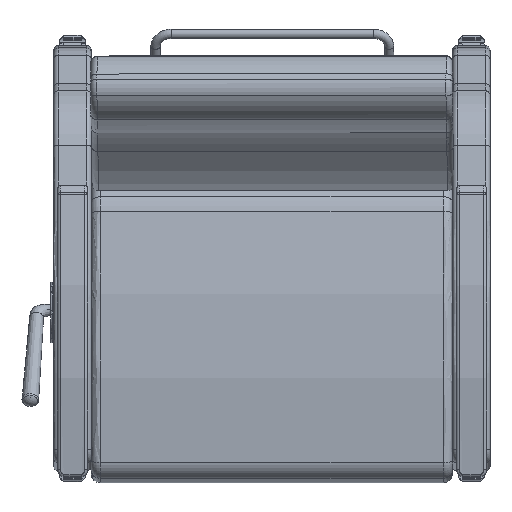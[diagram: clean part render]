
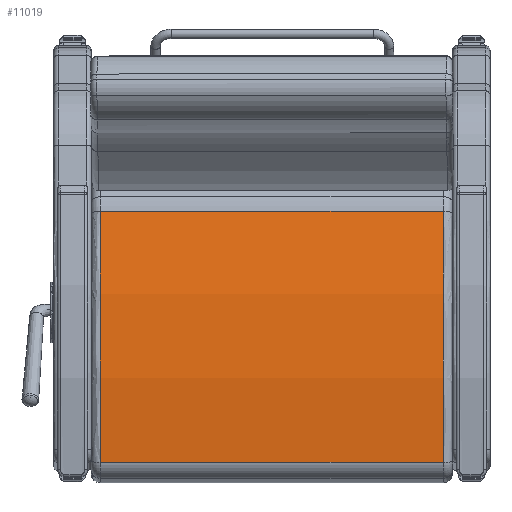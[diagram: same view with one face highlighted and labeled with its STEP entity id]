
A CAD part, front view. The second image highlights one B-rep face of the part: STEP entity #11019.
In plain terms, the highlighted free-form (B-spline) face has degree [1, 2] with [2, 3] control points.
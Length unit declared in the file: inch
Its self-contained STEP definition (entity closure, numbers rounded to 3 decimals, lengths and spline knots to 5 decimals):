
#282=(
BOUNDED_SURFACE()
B_SPLINE_SURFACE(1,2,((#17682,#17683,#17684),(#17685,#17686,#17687)),
 .UNSPECIFIED.,.F.,.F.,.F.)
B_SPLINE_SURFACE_WITH_KNOTS((2,2),(3,3),(-0.22896,0.22896),
(1.36178,1.69928),.UNSPECIFIED.)
GEOMETRIC_REPRESENTATION_ITEM()
RATIONAL_B_SPLINE_SURFACE(((1.,0.986,1.),(1.,0.986,
1.)))
REPRESENTATION_ITEM('')
SURFACE()
);
#543=ELLIPSE('',#12055,60.05357,60.);
#553=ELLIPSE('',#12083,60.05357,60.);
#1149=FACE_OUTER_BOUND('',#1885,.T.);
#1885=EDGE_LOOP('',(#7609,#7610,#7611,#7612));
#2722=LINE('',#17680,#3412);
#2723=LINE('',#17689,#3413);
#3412=VECTOR('',#13748,0.3937);
#3413=VECTOR('',#13751,0.3937);
#4843=VERTEX_POINT('',#17472);
#4844=VERTEX_POINT('',#17473);
#4869=VERTEX_POINT('',#17679);
#4870=VERTEX_POINT('',#17688);
#5890=EDGE_CURVE('',#4843,#4844,#543,.T.);
#5928=EDGE_CURVE('',#4844,#4869,#2722,.T.);
#5930=EDGE_CURVE('',#4843,#4870,#2723,.T.);
#5931=EDGE_CURVE('',#4869,#4870,#553,.T.);
#7609=ORIENTED_EDGE('',*,*,#5890,.F.);
#7610=ORIENTED_EDGE('',*,*,#5930,.T.);
#7611=ORIENTED_EDGE('',*,*,#5931,.F.);
#7612=ORIENTED_EDGE('',*,*,#5928,.F.);
#11019=ADVANCED_FACE('',(#1149),#282,.F.);
#12055=AXIS2_PLACEMENT_3D('',#17474,#13680,#13681);
#12083=AXIS2_PLACEMENT_3D('',#17690,#13752,#13753);
#13680=DIRECTION('center_axis',(0.,0.,-1.));
#13681=DIRECTION('ref_axis',(1.,0.,0.));
#13748=DIRECTION('',(0.,0.,1.));
#13751=DIRECTION('',(0.,0.,1.));
#13752=DIRECTION('center_axis',(0.,0.,1.));
#13753=DIRECTION('ref_axis',(1.,0.,0.));
#17472=CARTESIAN_POINT('',(-10.04459,1.25621,-13.75));
#17473=CARTESIAN_POINT('',(10.1114,0.44486,-13.75));
#17474=CARTESIAN_POINT('Origin',(-2.34979,-58.24922,-13.75));
#17679=CARTESIAN_POINT('',(10.1114,0.44486,13.75));
#17680=CARTESIAN_POINT('',(10.1114,0.44486,0.));
#17682=CARTESIAN_POINT('Ctrl Pts',(10.1114,0.44486,-13.75));
#17683=CARTESIAN_POINT('Ctrl Pts',(0.10258,2.56602,-13.75));
#17684=CARTESIAN_POINT('Ctrl Pts',(-10.04459,1.25621,-13.75));
#17685=CARTESIAN_POINT('Ctrl Pts',(10.1114,0.44486,13.75));
#17686=CARTESIAN_POINT('Ctrl Pts',(0.10258,2.56602,13.75));
#17687=CARTESIAN_POINT('Ctrl Pts',(-10.04459,1.25621,13.75));
#17688=CARTESIAN_POINT('',(-10.04459,1.25621,13.75));
#17689=CARTESIAN_POINT('',(-10.04459,1.25621,0.));
#17690=CARTESIAN_POINT('Origin',(-2.34979,-58.24922,13.75));
